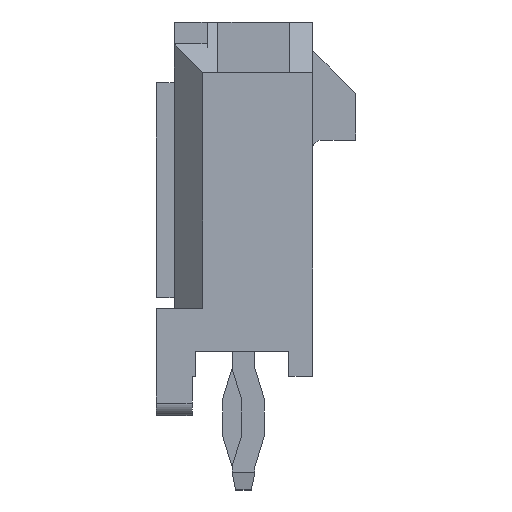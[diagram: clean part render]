
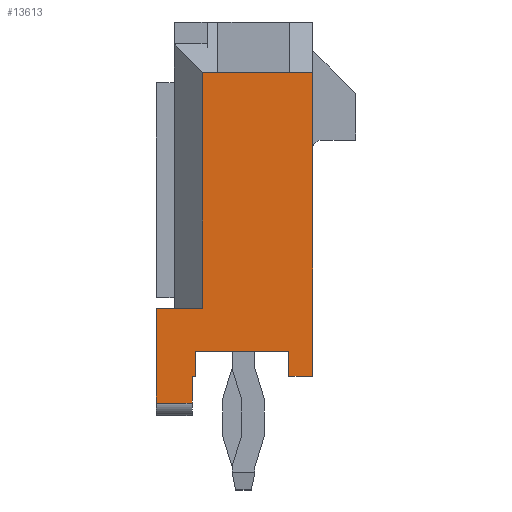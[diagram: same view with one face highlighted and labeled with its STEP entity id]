
A CAD part, left-side view. The second image highlights one B-rep face of the part: STEP entity #13613.
In plain terms, the highlighted face is planar.
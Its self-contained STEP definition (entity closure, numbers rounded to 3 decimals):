
#1315=ORIENTED_EDGE('',*,*,#3621,.F.);
#1316=ORIENTED_EDGE('',*,*,#3625,.T.);
#1317=ORIENTED_EDGE('',*,*,#3628,.T.);
#1318=ORIENTED_EDGE('',*,*,#3037,.F.);
#1319=ORIENTED_EDGE('',*,*,#3373,.F.);
#1320=ORIENTED_EDGE('',*,*,#3377,.F.);
#1321=ORIENTED_EDGE('',*,*,#3567,.F.);
#1322=ORIENTED_EDGE('',*,*,#3570,.T.);
#1323=ORIENTED_EDGE('',*,*,#3578,.T.);
#1324=ORIENTED_EDGE('',*,*,#3574,.T.);
#1325=ORIENTED_EDGE('',*,*,#3655,.F.);
#1326=ORIENTED_EDGE('',*,*,#3657,.F.);
#1327=ORIENTED_EDGE('',*,*,#3658,.F.);
#1328=ORIENTED_EDGE('',*,*,#3616,.T.);
#3037=EDGE_CURVE('',#4428,#4429,#5332,.T.);
#3373=EDGE_CURVE('',#4644,#4428,#5666,.T.);
#3377=EDGE_CURVE('',#4646,#4644,#5670,.T.);
#3567=EDGE_CURVE('',#4757,#4646,#5858,.T.);
#3570=EDGE_CURVE('',#4757,#4759,#5861,.T.);
#3574=EDGE_CURVE('',#4762,#4761,#5865,.T.);
#3578=EDGE_CURVE('',#4759,#4762,#5869,.T.);
#3616=EDGE_CURVE('',#4786,#4789,#5907,.T.);
#3621=EDGE_CURVE('',#4792,#4789,#5912,.T.);
#3625=EDGE_CURVE('',#4792,#4794,#5916,.T.);
#3628=EDGE_CURVE('',#4794,#4429,#5919,.T.);
#3655=EDGE_CURVE('',#4809,#4761,#5946,.T.);
#3657=EDGE_CURVE('',#4810,#4809,#5948,.T.);
#3658=EDGE_CURVE('',#4786,#4810,#5949,.T.);
#4428=VERTEX_POINT('',#17334);
#4429=VERTEX_POINT('',#17335);
#4644=VERTEX_POINT('',#17997);
#4646=VERTEX_POINT('',#18005);
#4757=VERTEX_POINT('',#18368);
#4759=VERTEX_POINT('',#18378);
#4761=VERTEX_POINT('',#18386);
#4762=VERTEX_POINT('',#18388);
#4786=VERTEX_POINT('',#18463);
#4789=VERTEX_POINT('',#18472);
#4792=VERTEX_POINT('',#18482);
#4794=VERTEX_POINT('',#18489);
#4809=VERTEX_POINT('',#18545);
#4810=VERTEX_POINT('',#18549);
#5332=LINE('',#17333,#6735);
#5666=LINE('',#17998,#7069);
#5670=LINE('',#18006,#7073);
#5858=LINE('',#18369,#7261);
#5861=LINE('',#18379,#7264);
#5865=LINE('',#18387,#7268);
#5869=LINE('',#18395,#7272);
#5907=LINE('',#18473,#7310);
#5912=LINE('',#18483,#7315);
#5916=LINE('',#18490,#7319);
#5919=LINE('',#18496,#7322);
#5946=LINE('',#18544,#7349);
#5948=LINE('',#18548,#7351);
#5949=LINE('',#18550,#7352);
#6735=VECTOR('',#14723,1000.);
#7069=VECTOR('',#15285,1000.);
#7073=VECTOR('',#15293,1000.);
#7261=VECTOR('',#15609,1000.);
#7264=VECTOR('',#15622,1000.);
#7268=VECTOR('',#15630,1000.);
#7272=VECTOR('',#15638,1000.);
#7310=VECTOR('',#15704,1000.);
#7315=VECTOR('',#15713,1000.);
#7319=VECTOR('',#15719,1000.);
#7322=VECTOR('',#15724,1000.);
#7349=VECTOR('',#15769,1000.);
#7351=VECTOR('',#15773,1000.);
#7352=VECTOR('',#15774,1000.);
#8220=EDGE_LOOP('',(#1315,#1316,#1317,#1318,#1319,#1320,#1321,#1322,#1323,
#1324,#1325,#1326,#1327,#1328));
#8777=FACE_BOUND('',#8220,.T.);
#9323=PLANE('',#14162);
#13613=ADVANCED_FACE('',(#8777),#9323,.F.);
#14162=AXIS2_PLACEMENT_3D('',#18547,#15771,#15772);
#14723=DIRECTION('',(0.,-1.,0.));
#15285=DIRECTION('',(0.,0.,-1.));
#15293=DIRECTION('',(0.,1.,0.));
#15609=DIRECTION('',(0.,0.,-1.));
#15622=DIRECTION('',(0.,-1.,0.));
#15630=DIRECTION('',(0.,1.,0.));
#15638=DIRECTION('',(0.,0.,1.));
#15704=DIRECTION('',(0.,0.,-1.));
#15713=DIRECTION('',(0.,0.,1.));
#15719=DIRECTION('',(0.,1.,0.));
#15724=DIRECTION('',(0.,0.,-1.));
#15769=DIRECTION('',(0.,0.,-1.));
#15771=DIRECTION('',(-1.,0.,0.));
#15772=DIRECTION('',(0.,0.,1.));
#15773=DIRECTION('',(0.,1.,0.));
#15774=DIRECTION('',(0.,0.,1.));
#17333=CARTESIAN_POINT('',(15.325,4.95,-2.185));
#17334=CARTESIAN_POINT('',(15.325,5.7,-2.185));
#17335=CARTESIAN_POINT('',(15.325,3.05,-2.185));
#17997=CARTESIAN_POINT('',(15.325,5.7,-1.185));
#17998=CARTESIAN_POINT('',(15.325,5.7,-1.185));
#18005=CARTESIAN_POINT('',(15.325,4.95,-1.185));
#18006=CARTESIAN_POINT('',(15.325,4.95,-1.185));
#18368=CARTESIAN_POINT('',(15.325,4.95,-1.085));
#18369=CARTESIAN_POINT('',(15.325,4.95,2.185));
#18378=CARTESIAN_POINT('',(15.325,4.25,-1.085));
#18379=CARTESIAN_POINT('',(15.325,4.95,-1.085));
#18386=CARTESIAN_POINT('',(15.325,4.95,1.515));
#18387=CARTESIAN_POINT('',(15.325,4.25,1.515));
#18388=CARTESIAN_POINT('',(15.325,4.25,1.515));
#18395=CARTESIAN_POINT('',(15.325,4.25,-1.085));
#18463=CARTESIAN_POINT('',(15.325,-3.536,1.535));
#18472=CARTESIAN_POINT('',(15.325,-3.536,-0.465));
#18473=CARTESIAN_POINT('',(15.325,-3.536,1.535));
#18482=CARTESIAN_POINT('',(15.325,-3.536,-0.885));
#18483=CARTESIAN_POINT('',(15.325,-3.536,0.));
#18489=CARTESIAN_POINT('',(15.325,3.05,-0.885));
#18490=CARTESIAN_POINT('',(15.325,3.05,-0.885));
#18496=CARTESIAN_POINT('',(15.325,3.05,-1.685));
#18544=CARTESIAN_POINT('',(15.325,4.95,2.185));
#18545=CARTESIAN_POINT('',(15.325,4.95,2.185));
#18547=CARTESIAN_POINT('',(15.325,0.,0.));
#18548=CARTESIAN_POINT('',(15.325,-4.95,2.185));
#18549=CARTESIAN_POINT('',(15.325,-3.536,2.185));
#18550=CARTESIAN_POINT('',(15.325,-3.536,0.));
